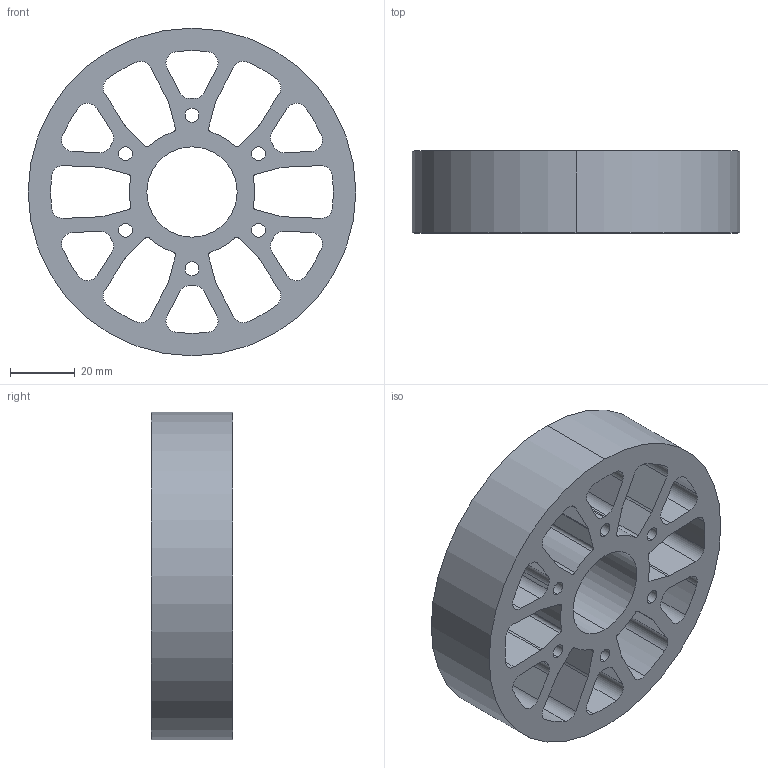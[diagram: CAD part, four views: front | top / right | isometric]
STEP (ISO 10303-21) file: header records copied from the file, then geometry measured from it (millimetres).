
FILE_DESCRIPTION (( 'STEP AP214' ), '1' );
FILE_NAME ('WCP-0820 Rev1.step', '2022-12-01T23:51:05', ( '' ), ( '' ), 'SwSTEP 2.0', 'SolidWorks 2020', '' );
FILE_SCHEMA (( 'AUTOMOTIVE_DESIGN' ));
Length unit declared in the file: inch
Products named in the file (1): WCP-0820 Rev1
Bounding box: 101.6 x 25.4 x 101.6 mm (x, y, z)
Volume: 106811.6 mm3; surface area: 39509.2 mm2
Topology: 1 solids, 1 shells, 152 faces, 450 edges, 300 vertices
Faces by surface type: cylinder 114, plane 38
Entity records: 5318 total; most frequent: DIRECTION 984, CARTESIAN_POINT 903, ORIENTED_EDGE 900, EDGE_CURVE 450, AXIS2_PLACEMENT_3D 381, VERTEX_POINT 300, CIRCLE 228, VECTOR 222
